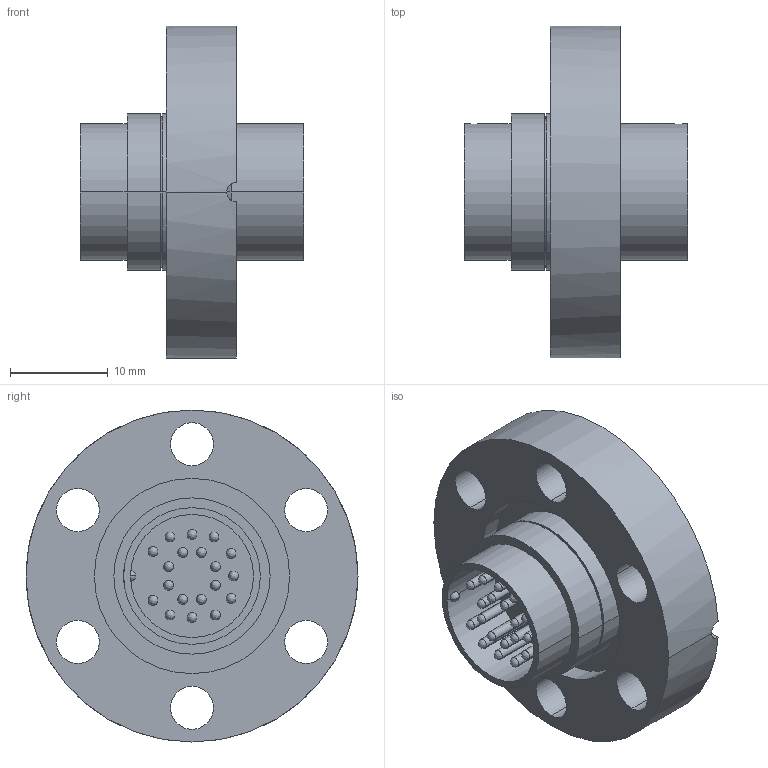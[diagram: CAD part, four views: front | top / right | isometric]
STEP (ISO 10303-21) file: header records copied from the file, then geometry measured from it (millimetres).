
FILE_DESCRIPTION (( 'STEP AP214' ), '1' );
FILE_NAME ('220-CM19-C16.STEP', '2014-07-17T12:30:34', ( '' ), ( '' ), 'SwSTEP 2.0', 'SolidWorks 2014', '' );
FILE_SCHEMA (( 'AUTOMOTIVE_DESIGN' ));
Length unit declared in the file: millimetre
Products named in the file (6): 9220-CM-GLASS-19-C16_220-CM19-C16; 9220-PIN-FENI_pin vergd; 9220-CM-GLASS19-PLATE_1; 9220-CM-C16-V1011_bearbeitet_1; 9411-CR-OUT_DN16 CF_1; 220-CM19-C16
Assembly tree (23 placements, depth 3):
  220-CM19-C16
    9411-CR-OUT_DN16 CF_1
    9220-CM-GLASS-19-C16_220-CM19-C16
      9220-CM-C16-V1011_bearbeitet_1
      9220-CM-GLASS19-PLATE_1
      9220-PIN-FENI_pin vergd  x19
Bounding box: 22.9 x 34 x 34 mm (x, y, z)
Volume: 5915 mm3; surface area: 7328.4 mm2
Topology: 22 solids, 22 shells, 202 faces, 539 edges, 264 vertices
Faces by surface type: cylinder 114, bspline 71, plane 13, cone 4
Entity records: 6045 total; most frequent: CARTESIAN_POINT 1585, DIRECTION 666, ORIENTED_EDGE 582, EDGE_CURVE 291, AXIS2_PLACEMENT_3D 289, VERTEX_POINT 192, EDGE_LOOP 171, CIRCLE 167
